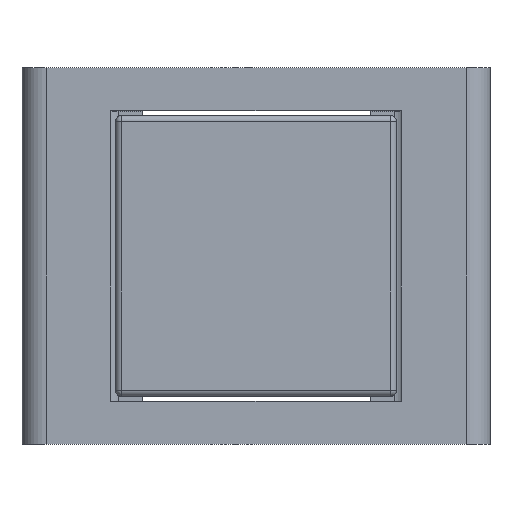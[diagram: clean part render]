
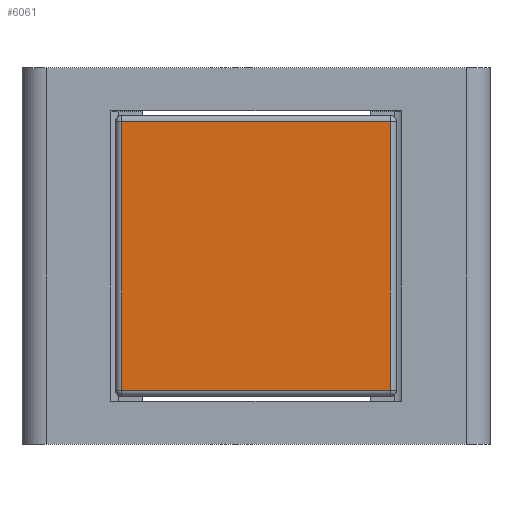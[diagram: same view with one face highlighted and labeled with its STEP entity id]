
A CAD part, top view. The second image highlights one B-rep face of the part: STEP entity #6061.
In plain terms, the highlighted planar face has unit normal (0, 0, 1).
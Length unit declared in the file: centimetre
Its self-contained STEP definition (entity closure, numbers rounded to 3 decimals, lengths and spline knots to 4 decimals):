
#485=FACE_OUTER_BOUND('',#836,.T.);
#836=EDGE_LOOP('',(#5014,#5015,#5016,#5017));
#1501=LINE('',#9610,#2228);
#1503=LINE('',#9618,#2230);
#1505=LINE('',#9626,#2232);
#1507=LINE('',#9635,#2234);
#2228=VECTOR('',#7786,1.);
#2230=VECTOR('',#7794,1.);
#2232=VECTOR('',#7802,1.);
#2234=VECTOR('',#7814,1.);
#2810=VERTEX_POINT('',#9607);
#2811=VERTEX_POINT('',#9609);
#2814=VERTEX_POINT('',#9617);
#2817=VERTEX_POINT('',#9625);
#3564=EDGE_CURVE('',#2810,#2811,#1501,.T.);
#3568=EDGE_CURVE('',#2811,#2814,#1503,.T.);
#3572=EDGE_CURVE('',#2814,#2817,#1505,.T.);
#3577=EDGE_CURVE('',#2817,#2810,#1507,.T.);
#5014=ORIENTED_EDGE('',*,*,#3564,.F.);
#5015=ORIENTED_EDGE('',*,*,#3577,.F.);
#5016=ORIENTED_EDGE('',*,*,#3572,.F.);
#5017=ORIENTED_EDGE('',*,*,#3568,.F.);
#5767=PLANE('',#6493);
#6061=ADVANCED_FACE('',(#485),#5767,.T.);
#6493=AXIS2_PLACEMENT_3D('',#9654,#7843,#7844);
#7786=DIRECTION('',(-1.,0.,0.));
#7794=DIRECTION('',(0.,1.,0.));
#7802=DIRECTION('',(1.,0.,0.));
#7814=DIRECTION('',(0.,-1.,0.));
#7843=DIRECTION('center_axis',(0.,0.,
1.));
#7844=DIRECTION('ref_axis',(-1.,0.,0.));
#9607=CARTESIAN_POINT('',(0.56,-0.56,2.074));
#9609=CARTESIAN_POINT('',(-0.56,-0.56,2.074));
#9610=CARTESIAN_POINT('',(0.28,-0.56,2.074));
#9617=CARTESIAN_POINT('',(-0.56,0.56,2.074));
#9618=CARTESIAN_POINT('',(-0.56,-0.28,2.074));
#9625=CARTESIAN_POINT('',(0.56,0.56,2.074));
#9626=CARTESIAN_POINT('',(-0.28,0.56,2.074));
#9635=CARTESIAN_POINT('',(0.56,0.28,2.074));
#9654=CARTESIAN_POINT('Origin',(0.,0.,
2.074));
